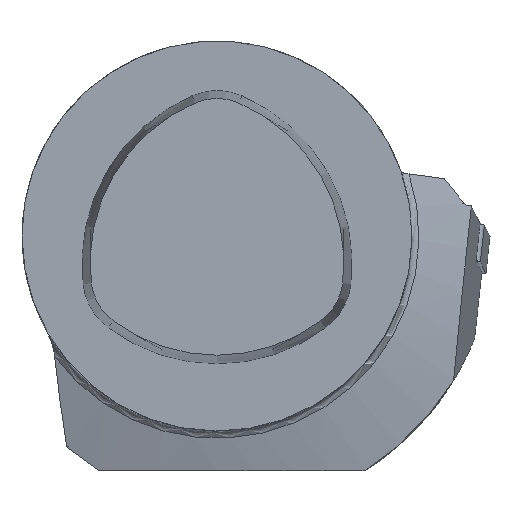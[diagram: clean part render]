
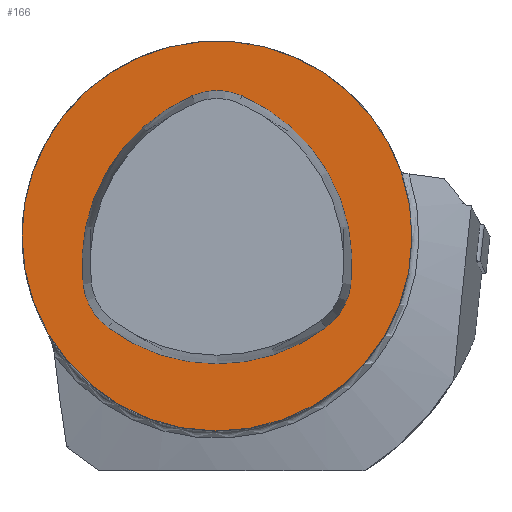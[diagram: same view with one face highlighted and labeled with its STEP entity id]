
A CAD part, top view. The second image highlights one B-rep face of the part: STEP entity #166.
In plain terms, the highlighted planar face has unit normal (0, 0, 1).
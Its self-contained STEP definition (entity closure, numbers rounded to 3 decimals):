
#113=FACE_BOUND('',#311,.T.);
#114=FACE_BOUND('',#312,.T.);
#132=CIRCLE('',#1088,25.);
#141=CIRCLE('',#1110,23.36);
#142=CIRCLE('',#1111,8.12);
#143=CIRCLE('',#1112,23.36);
#144=CIRCLE('',#1113,8.12);
#145=CIRCLE('',#1114,23.36);
#146=CIRCLE('',#1115,8.12);
#166=ADVANCED_FACE('',(#113,#114),#214,.T.);
#214=PLANE('',#1116);
#311=EDGE_LOOP('',(#606));
#312=EDGE_LOOP('',(#607,#608,#609,#610,#611,#612));
#606=ORIENTED_EDGE('',*,*,#908,.F.);
#607=ORIENTED_EDGE('',*,*,#938,.T.);
#608=ORIENTED_EDGE('',*,*,#939,.T.);
#609=ORIENTED_EDGE('',*,*,#940,.T.);
#610=ORIENTED_EDGE('',*,*,#941,.T.);
#611=ORIENTED_EDGE('',*,*,#942,.T.);
#612=ORIENTED_EDGE('',*,*,#943,.T.);
#816=VERTEX_POINT('',#1589);
#841=VERTEX_POINT('',#1692);
#842=VERTEX_POINT('',#1693);
#843=VERTEX_POINT('',#1695);
#844=VERTEX_POINT('',#1697);
#845=VERTEX_POINT('',#1699);
#846=VERTEX_POINT('',#1701);
#908=EDGE_CURVE('',#816,#816,#132,.T.);
#938=EDGE_CURVE('',#841,#842,#141,.T.);
#939=EDGE_CURVE('',#842,#843,#142,.T.);
#940=EDGE_CURVE('',#843,#844,#143,.T.);
#941=EDGE_CURVE('',#844,#845,#144,.T.);
#942=EDGE_CURVE('',#845,#846,#145,.T.);
#943=EDGE_CURVE('',#846,#841,#146,.T.);
#1088=AXIS2_PLACEMENT_3D('',#1588,#1235,#1236);
#1110=AXIS2_PLACEMENT_3D('',#1691,#1289,#1290);
#1111=AXIS2_PLACEMENT_3D('',#1694,#1291,#1292);
#1112=AXIS2_PLACEMENT_3D('',#1696,#1293,#1294);
#1113=AXIS2_PLACEMENT_3D('',#1698,#1295,#1296);
#1114=AXIS2_PLACEMENT_3D('',#1700,#1297,#1298);
#1115=AXIS2_PLACEMENT_3D('',#1702,#1299,#1300);
#1116=AXIS2_PLACEMENT_3D('',#1703,#1301,#1302);
#1235=DIRECTION('',(0.,0.,-1.));
#1236=DIRECTION('',(-1.,0.,0.));
#1289=DIRECTION('',(0.,0.,-1.));
#1290=DIRECTION('',(-1.,0.,0.));
#1291=DIRECTION('',(0.,0.,-1.));
#1292=DIRECTION('',(-1.,0.,0.));
#1293=DIRECTION('',(0.,0.,-1.));
#1294=DIRECTION('',(-1.,0.,0.));
#1295=DIRECTION('',(0.,0.,-1.));
#1296=DIRECTION('',(-1.,0.,0.));
#1297=DIRECTION('',(0.,0.,-1.));
#1298=DIRECTION('',(-1.,0.,0.));
#1299=DIRECTION('',(0.,0.,-1.));
#1300=DIRECTION('',(-1.,0.,0.));
#1301=DIRECTION('',(0.,0.,1.));
#1302=DIRECTION('',(1.,0.,0.));
#1588=CARTESIAN_POINT('',(0.,0.,0.));
#1589=CARTESIAN_POINT('',(-25.,0.,0.));
#1691=CARTESIAN_POINT('',(-6.045,-3.49,0.));
#1692=CARTESIAN_POINT('',(3.221,17.954,0.));
#1693=CARTESIAN_POINT('',(17.159,-6.188,0.));
#1694=CARTESIAN_POINT('',(9.093,-5.25,0.));
#1695=CARTESIAN_POINT('',(13.938,-11.766,0.));
#1696=CARTESIAN_POINT('',(0.,6.98,0.));
#1697=CARTESIAN_POINT('',(-13.938,-11.766,0.));
#1698=CARTESIAN_POINT('',(-9.093,-5.25,0.));
#1699=CARTESIAN_POINT('',(-17.159,-6.188,0.));
#1700=CARTESIAN_POINT('',(6.045,-3.49,0.));
#1701=CARTESIAN_POINT('',(-3.221,17.954,0.));
#1702=CARTESIAN_POINT('',(0.,10.5,0.));
#1703=CARTESIAN_POINT('',(0.,0.,0.));
